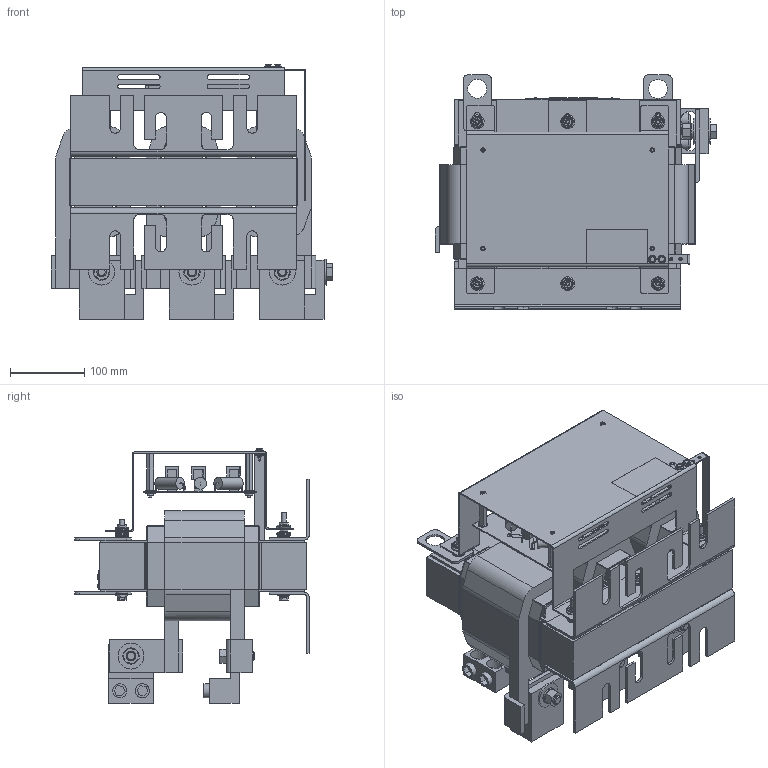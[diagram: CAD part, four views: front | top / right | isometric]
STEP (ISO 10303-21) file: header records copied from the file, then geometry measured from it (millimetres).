
FILE_DESCRIPTION(/* description */ (''),/* implementation_level */ '2;1');
FILE_NAME(/* name */ 'V1K600A00.stp',/* time_stamp */ '2022-02-28T08:57:23-06:00',/* author */ ('jnelson'),/* organization */ (''),/* preprocessor_version */ 'ST-DEVELOPER v17',/* originating_system */ 'Autodesk Inventor 2019',/* authorisation */ '');
FILE_SCHEMA (('AUTOMOTIVE_DESIGN { 1 0 10303 214 3 1 1 }'));
Length unit declared in the file: inch
Products named in the file (44): V1K600A00; KDRL1R with au-600; 23413-2.50STACK; 15178-.15; 25017 coil core assembly; 24983-CORE ASSEMBLY; 21085-REV-E; 21621-REV-A; 23529; 24983-CORE WRAP; 25017- COIL; 16059; 24263-REV-NR; 2521; 30097- LARGE  BLANK  (REACTOR); 1763-4495 ASSEMBLY; 1505-1763-4495 ASSEMBLY; 4495; 1763; 3935; 1610 AND 1512; 1610; 1511; 31621-1; 3262; 11236; 2401; 1512; 25285-2-Assembly; 25285-2; pem stud 8-32, .50; 25346; 25012; 25011 BRD; 25012-1 DECAL; 25011 long RESISTOR; 25011 short RESISTOR; capacitor 2.15 MTG; 1967; 1496 ...
Assembly tree (113 placements, depth 5):
  V1K600A00
    KDRL1R with au-600
      23413-2.50STACK  x2
      15178-.15  x2
      25017 coil core assembly  x3
        24983-CORE ASSEMBLY
          21085-REV-E  x2
          21621-REV-A  x2
          23529  x2
        24983-CORE WRAP
        25017- COIL
        16059
      24263-REV-NR  x2
      11236  x6
      2401  x6
      2521  x2
      30097- LARGE  BLANK  (REACTOR)
      1763-4495 ASSEMBLY  x6
        4495
        1763
      1505-1763-4495 ASSEMBLY  x6
        4495
        1763
        1505
      3935  x2
      1610 AND 1512  x6
        1512
        1610
        1511
      31621-1  x2
      3262  x2
      1512  x3
    1505  x2
    25285-2-Assembly
      25285-2
      pem stud 8-32, .50  x4
      25346  x4
      25012
        25011 BRD
        25012-1 DECAL
        25011 long RESISTOR  x3
        25011 short RESISTOR  x3
        capacitor 2.15 MTG  x3
      1967  x8
      1496  x4
      30576-1
      28038-BLANK
      1505  x2
      25441-Better  x2
Bounding box: 380.15 x 316.23 x 343.2 mm (x, y, z)
Volume: 8805433.4 mm3; surface area: 2228864.5 mm2
Topology: 148 solids, 148 shells, 3299 faces, 8130 edges, 5438 vertices
Faces by surface type: plane 1964, cylinder 973, bspline 164, cone 112, torus 62, sphere 24
Full cylindrical faces by diameter (mm): 0.762 x12, 1.159 x12, 1.524 x24, 3.175 x6, 3.454 x4, 3.7 x14, 4.166 x20, 4.318 x5, 4.775 x8, 4.826 x10, 4.978 x2, 5.117 x4, 5.588 x8, 6.147 x12, 6.35 x16, 7.137 x12, 7.62 x12, 7.874 x2, 8.636 x6, 9.906 x2, 10.312 x6, 10.516 x2, 12.7 x32, 13.462 x6, 13.494 x6, 14.351 x9, 15.875 x15, 18.491 x10, 19.05 x18, 22.682 x12
Entity records: 50419 total; most frequent: CARTESIAN_POINT 13178, ORIENTED_EDGE 7318, DIRECTION 7003, EDGE_CURVE 3659, LINE 2403, VECTOR 2403, VERTEX_POINT 2387, AXIS2_PLACEMENT_3D 2300
